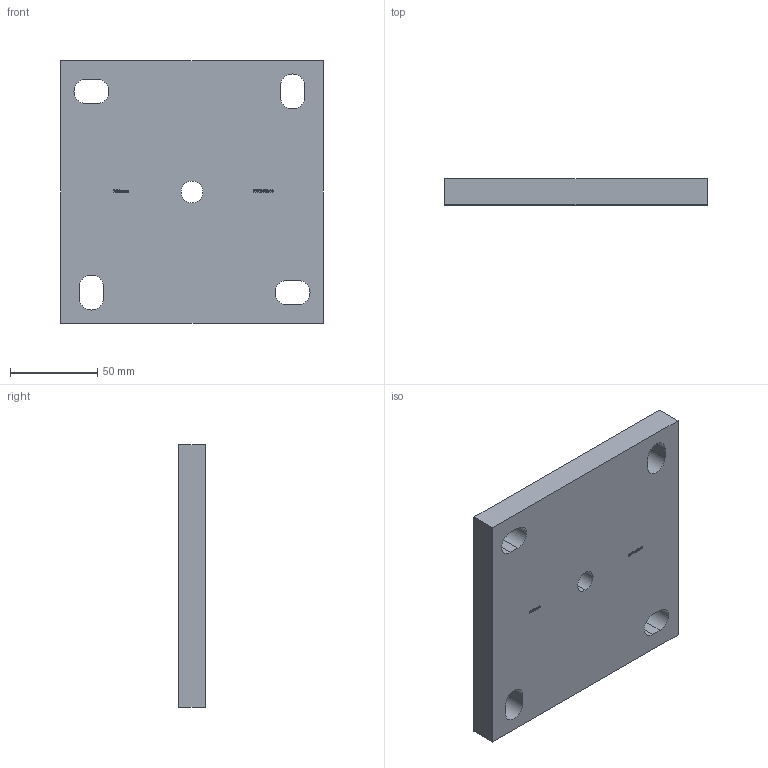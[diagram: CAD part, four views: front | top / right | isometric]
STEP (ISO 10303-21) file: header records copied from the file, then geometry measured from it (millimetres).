
FILE_DESCRIPTION (( 'STEP AP203' ), '1' );
FILE_NAME ('51012-STQ-15.STEP', '2022-02-03T09:32:49', ( '' ), ( '' ), 'SwSTEP 2.0', 'SolidWorks 2018', '' );
FILE_SCHEMA (( 'CONFIG_CONTROL_DESIGN' ));
Length unit declared in the file: millimetre
Products named in the file (2): 51012-STQ-15
Bounding box: 150 x 15 x 150 mm (x, y, z)
Volume: 321382.3 mm3; surface area: 55809.4 mm2
Topology: 1 solids, 1 shells, 269 faces, 726 edges, 484 vertices
Faces by surface type: plane 153, bspline 104, cylinder 12
Entity records: 14059 total; most frequent: CARTESIAN_POINT 7809, ORIENTED_EDGE 1452, DIRECTION 876, EDGE_CURVE 726, VECTOR 494, LINE 494, VERTEX_POINT 484, EDGE_LOOP 304
